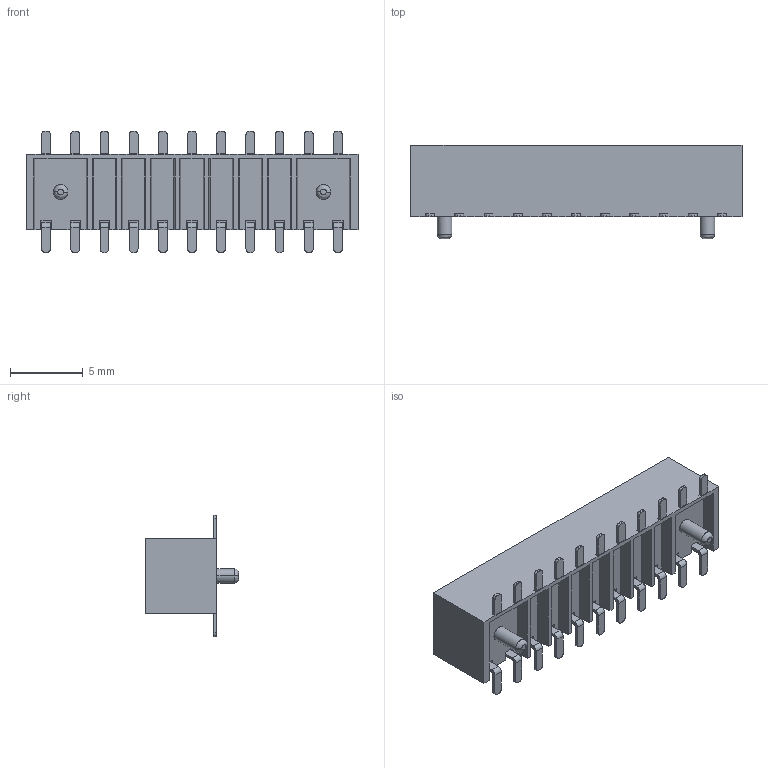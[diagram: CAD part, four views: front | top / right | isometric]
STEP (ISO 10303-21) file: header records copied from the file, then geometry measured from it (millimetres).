
FILE_DESCRIPTION( ('This file contains a STEP AP42 implementation' ,'as created by ZW3D STEP Interface translator.') ,'2;1' );
FILE_NAME( '2249-2XXMXXCUNX2.stp' ,'23 418. 85734', (''), ('ZWCAD Software Co.'), 'Version 1.0', 'ZW3D to STEP translator', '' );
FILE_SCHEMA(('AUTOMOTIVE_DESIGN { 1 0 10303 214 1 1 1 1 }'));
Length unit declared in the file: millimetre
Products named in the file (2): 0; 2249-220MXXCUNX2
Bounding box: 22.75 x 6.4 x 8.3 mm (x, y, z)
Surface area: 1612 mm2 (no closed solid volume)
Topology: 0 solids, 1 shells, 2127 faces, 6539 edges, 4352 vertices
Faces by surface type: plane 1268, cylinder 605, bspline 254
Entity records: 99308 total; most frequent: CARTESIAN_POINT 51593, ORIENTED_EDGE 13280, EDGE_CURVE 6537, B_SPLINE_CURVE_WITH_KNOTS 6088, VERTEX_POINT 4352, DIRECTION 4197, EDGE_LOOP 2157, FACE_OUTER_BOUND 2127
